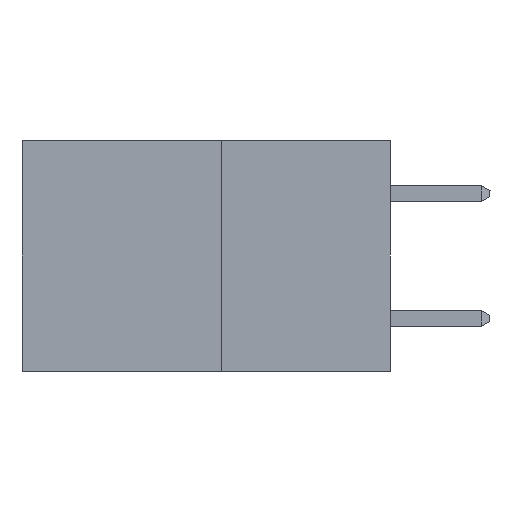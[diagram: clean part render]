
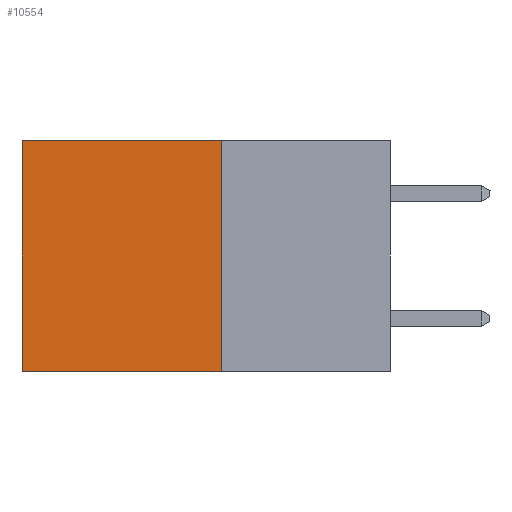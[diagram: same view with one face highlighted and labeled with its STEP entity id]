
A CAD part, left-side view. The second image highlights one B-rep face of the part: STEP entity #10554.
In plain terms, the highlighted planar face has unit normal (-1, 0, 0).
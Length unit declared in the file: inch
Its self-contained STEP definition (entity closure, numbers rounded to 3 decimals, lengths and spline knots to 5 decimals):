
#761 = VECTOR ( 'NONE', #16540, 39.37008 ) ;
#833 = VECTOR ( 'NONE', #5605, 39.37008 ) ;
#1850 = EDGE_LOOP ( 'NONE', ( #15622, #14992, #16499, #1916 ) ) ;
#1916 = ORIENTED_EDGE ( 'NONE', *, *, #8860, .T. ) ;
#2385 = VERTEX_POINT ( 'NONE', #16840 ) ;
#2657 = CARTESIAN_POINT ( 'NONE',  ( 0.277, 0.27, -0.37 ) ) ;
#4982 = LINE ( 'NONE', #12449, #8232 ) ;
#5115 = EDGE_CURVE ( 'NONE', #8475, #14351, #4982, .T. ) ;
#5558 = CARTESIAN_POINT ( 'NONE',  ( 0.277, 0.27, 0. ) ) ;
#5605 = DIRECTION ( 'NONE',  ( 0., 1., 0. ) ) ;
#8006 = DIRECTION ( 'NONE',  ( 1., 0., 0. ) ) ;
#8124 = CARTESIAN_POINT ( 'NONE',  ( 0.277, 0.27, -0.37 ) ) ;
#8171 = LINE ( 'NONE', #15194, #761 ) ;
#8232 = VECTOR ( 'NONE', #12377, 39.37008 ) ;
#8475 = VERTEX_POINT ( 'NONE', #8124 ) ;
#8860 = EDGE_CURVE ( 'NONE', #9875, #2385, #12350, .T. ) ;
#9325 = PLANE ( 'NONE',  #12746 ) ;
#9875 = VERTEX_POINT ( 'NONE', #16445 ) ;
#10554 = ADVANCED_FACE ( 'NONE', ( #14021 ), #9325, .F. ) ;
#10733 = EDGE_CURVE ( 'NONE', #2385, #14351, #8171, .T. ) ;
#12350 = LINE ( 'NONE', #5558, #833 ) ;
#12377 = DIRECTION ( 'NONE',  ( 0., 1., 0. ) ) ;
#12449 = CARTESIAN_POINT ( 'NONE',  ( 0.277, 0.27, -0.37 ) ) ;
#12746 = AXIS2_PLACEMENT_3D ( 'NONE', #16254, #8006, #17567 ) ;
#13411 = VECTOR ( 'NONE', #13797, 39.37008 ) ;
#13797 = DIRECTION ( 'NONE',  ( 0., 0., -1. ) ) ;
#14021 = FACE_OUTER_BOUND ( 'NONE', #1850, .T. ) ;
#14351 = VERTEX_POINT ( 'NONE', #16417 ) ;
#14992 = ORIENTED_EDGE ( 'NONE', *, *, #5115, .F. ) ;
#15194 = CARTESIAN_POINT ( 'NONE',  ( 0.277, 0.59, -0.37 ) ) ;
#15622 = ORIENTED_EDGE ( 'NONE', *, *, #10733, .T. ) ;
#15959 = EDGE_CURVE ( 'NONE', #9875, #8475, #17419, .T. ) ;
#16254 = CARTESIAN_POINT ( 'NONE',  ( 0.277, 0.27, -0.37 ) ) ;
#16417 = CARTESIAN_POINT ( 'NONE',  ( 0.277, 0.59, -0.37 ) ) ;
#16445 = CARTESIAN_POINT ( 'NONE',  ( 0.277, 0.27, 0. ) ) ;
#16499 = ORIENTED_EDGE ( 'NONE', *, *, #15959, .F. ) ;
#16540 = DIRECTION ( 'NONE',  ( 0., 0., -1. ) ) ;
#16840 = CARTESIAN_POINT ( 'NONE',  ( 0.277, 0.59, 0. ) ) ;
#17419 = LINE ( 'NONE', #2657, #13411 ) ;
#17567 = DIRECTION ( 'NONE',  ( 0., 0., -1. ) ) ;
